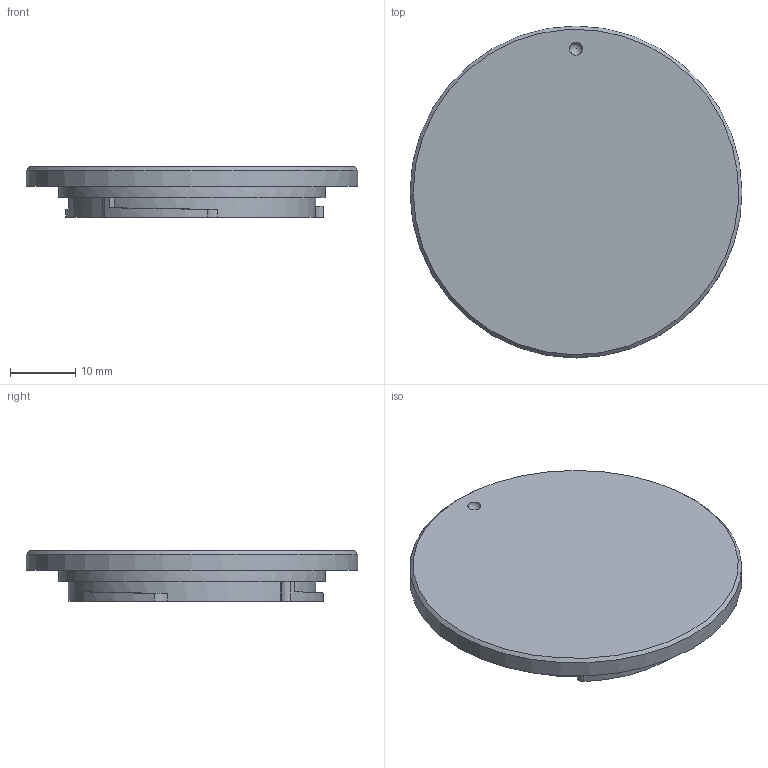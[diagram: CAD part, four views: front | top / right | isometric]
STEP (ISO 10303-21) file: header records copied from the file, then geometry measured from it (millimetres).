
FILE_DESCRIPTION(('HOOPS Exchange Step'),'2;1');
FILE_NAME('temp_export','2023-06-26T21:21:26+20:00',('gmoua'),('Shapr3D Limited'),'HOOPS Exchange 2022.2','Shapr3D','Authorized');
FILE_SCHEMA( ('AUTOMOTIVE_DESIGN { 1 0 10303 214 1 1 1 1 }') );
Length unit declared in the file: millimetre
Products named in the file (1): Olympus PEN-F Body Cap
Bounding box: 51 x 51 x 7.75 mm (x, y, z)
Volume: 7593.5 mm3; surface area: 5739.5 mm2
Topology: 1 solids, 1 shells, 26 faces, 69 edges, 48 vertices
Faces by surface type: cylinder 14, plane 7, bspline 3, cone 1, sphere 1
Full cylindrical faces by diameter (mm): 34 x1, 41 x1, 51 x1
Entity records: 1089 total; most frequent: CARTESIAN_POINT 398, DIRECTION 146, ORIENTED_EDGE 136, EDGE_CURVE 68, AXIS2_PLACEMENT_3D 61, VERTEX_POINT 48, CIRCLE 37, EDGE_LOOP 30
